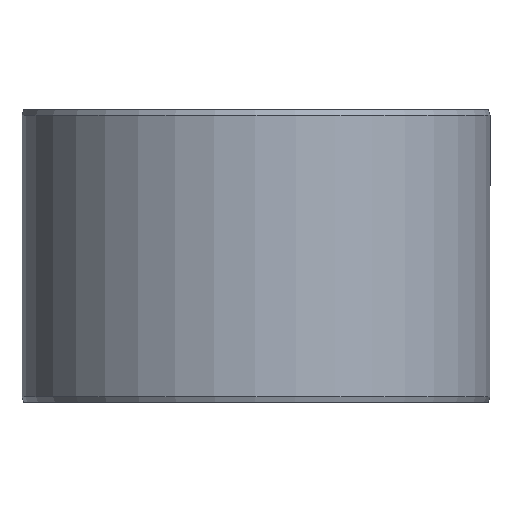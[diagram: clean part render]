
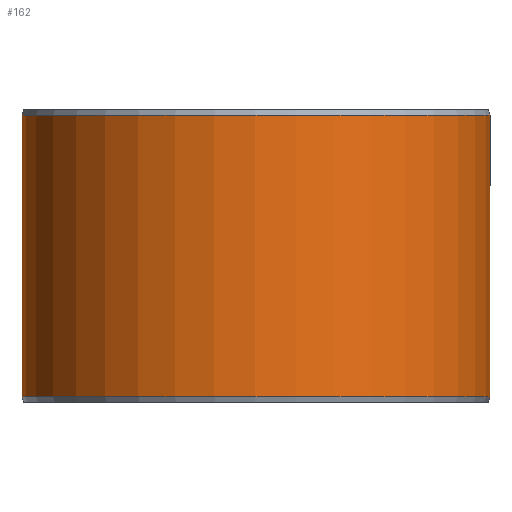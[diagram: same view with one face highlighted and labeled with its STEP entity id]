
A CAD part, front view. The second image highlights one B-rep face of the part: STEP entity #162.
In plain terms, the highlighted cylindrical face has radius 80 mm (diameter 160 mm), a partial arc.
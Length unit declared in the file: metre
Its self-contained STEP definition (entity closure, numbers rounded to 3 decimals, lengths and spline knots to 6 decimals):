
#162=ADVANCED_FACE('',(#185,#186),#187,.T.);
#185=FACE_OUTER_BOUND('',#211,.T.);
#186=FACE_BOUND('',#212,.T.);
#187=CYLINDRICAL_SURFACE('',#213,0.08);
#211=EDGE_LOOP('',(#289,#290,#291,#292));
#212=EDGE_LOOP('',(#293));
#213=AXIS2_PLACEMENT_3D('',#294,#295,#296);
#289=ORIENTED_EDGE('',*,*,#314,.T.);
#290=ORIENTED_EDGE('',*,*,#323,.F.);
#291=ORIENTED_EDGE('',*,*,#309,.F.);
#292=ORIENTED_EDGE('',*,*,#324,.T.);
#293=ORIENTED_EDGE('',*,*,#327,.T.);
#294=CARTESIAN_POINT('',(0.,0.,0.0));
#295=DIRECTION('',(0.,0.0,-1.0));
#296=DIRECTION('',(-1.0,0.0,0.));
#309=EDGE_CURVE('',#341,#342,#343,.T.);
#314=EDGE_CURVE('',#351,#349,#352,.T.);
#323=EDGE_CURVE('',#342,#349,#365,.T.);
#324=EDGE_CURVE('',#341,#351,#366,.T.);
#327=EDGE_CURVE('',#370,#370,#371,.T.);
#341=VERTEX_POINT('',#389);
#342=VERTEX_POINT('',#390);
#343=CIRCLE('',#391,0.08);
#349=VERTEX_POINT('',#399);
#351=VERTEX_POINT('',#402);
#352=CIRCLE('',#403,0.08);
#365=LINE('',#422,#423);
#366=LINE('',#424,#425);
#370=VERTEX_POINT('',#501);
#371=B_SPLINE_CURVE_WITH_KNOTS('',3,(#502,#503,#504,#505,#506,#507,#508,#509,#510,#511,#512,#513,#514,#515,#516,#517,#518,#519,#520,#521,#522,#523,#524,#525,#526,#527,#528,#529,#530,#531,#532,#533,#534,#535,#536,#537,#538,#539,#540,#541,#542,#543,#544,#545,#546,#547,#548,#549,#550,#551,#552,#553,#554,#555,#556,#557,#558,#559,#560,#561,#562,#563,#564,#565,#566,#567,#568,#569,#570,#571,#572,#573),.UNSPECIFIED.,.T.,.F.,(2,2,2,2,2,2,2,2,2,2,2,2,2,2,2,2,2,2,2,2,2,2,2,2,2,2,2,2,2,2,2,2,2,2,2,2,2,2),(-0.000977,0.0,0.000977,0.001466,0.001954,0.002931,0.003909,0.004886,0.005863,0.00684,0.007817,0.008794,0.009771,0.010749,0.011726,0.012703,0.013191,0.01368,0.014657,0.015634,0.016611,0.017589,0.018566,0.019543,0.02052,0.021497,0.022474,0.023451,0.024429,0.024917,0.025406,0.026383,0.02736,0.028337,0.029314,0.030291,0.031269,0.032246),.UNSPECIFIED.);
#389=CARTESIAN_POINT('',(0.001396,0.079988,0.0018));
#390=CARTESIAN_POINT('',(0.,0.08,0.0018));
#391=AXIS2_PLACEMENT_3D('',#587,#588,#589);
#399=CARTESIAN_POINT('',(0.,0.08,0.0982));
#402=CARTESIAN_POINT('',(0.001396,0.079988,0.0982));
#403=AXIS2_PLACEMENT_3D('',#596,#597,#598);
#422=CARTESIAN_POINT('',(0.,0.08,0.0018));
#423=VECTOR('',#611,1.0);
#424=CARTESIAN_POINT('',(0.001396,0.079988,0.0018));
#425=VECTOR('',#612,1.0);
#501=CARTESIAN_POINT('',(0.065864,-0.045408,0.05));
#502=CARTESIAN_POINT('',(0.065864,-0.045408,0.04967));
#503=CARTESIAN_POINT('',(0.065864,-0.045408,0.05033));
#504=CARTESIAN_POINT('',(0.065883,-0.045382,0.050655));
#505=CARTESIAN_POINT('',(0.065937,-0.045303,0.051135));
#506=CARTESIAN_POINT('',(0.065959,-0.04527,0.051293));
#507=CARTESIAN_POINT('',(0.066013,-0.045192,0.051607));
#508=CARTESIAN_POINT('',(0.066045,-0.045145,0.051763));
#509=CARTESIAN_POINT('',(0.066151,-0.04499,0.052217));
#510=CARTESIAN_POINT('',(0.066237,-0.044862,0.052505));
#511=CARTESIAN_POINT('',(0.066441,-0.044561,0.053048));
#512=CARTESIAN_POINT('',(0.066558,-0.044385,0.053305));
#513=CARTESIAN_POINT('',(0.066813,-0.044001,0.053766));
#514=CARTESIAN_POINT('',(0.066951,-0.04379,0.053973));
#515=CARTESIAN_POINT('',(0.067249,-0.043331,0.054339));
#516=CARTESIAN_POINT('',(0.067407,-0.043087,0.054494));
#517=CARTESIAN_POINT('',(0.067729,-0.042578,0.054744));
#518=CARTESIAN_POINT('',(0.067896,-0.042311,0.05484));
#519=CARTESIAN_POINT('',(0.068235,-0.041762,0.054968));
#520=CARTESIAN_POINT('',(0.068404,-0.041485,0.055));
#521=CARTESIAN_POINT('',(0.06874,-0.040926,0.055));
#522=CARTESIAN_POINT('',(0.068909,-0.040641,0.054968));
#523=CARTESIAN_POINT('',(0.069232,-0.040087,0.05484));
#524=CARTESIAN_POINT('',(0.069388,-0.039817,0.054746));
#525=CARTESIAN_POINT('',(0.069688,-0.03929,0.054495));
#526=CARTESIAN_POINT('',(0.069831,-0.039035,0.054339));
#527=CARTESIAN_POINT('',(0.070094,-0.038561,0.053977));
#528=CARTESIAN_POINT('',(0.070215,-0.038339,0.05377));
#529=CARTESIAN_POINT('',(0.070438,-0.037928,0.053304));
#530=CARTESIAN_POINT('',(0.070536,-0.037745,0.053051));
#531=CARTESIAN_POINT('',(0.070664,-0.037505,0.052645));
#532=CARTESIAN_POINT('',(0.070703,-0.037431,0.052505));
#533=CARTESIAN_POINT('',(0.070776,-0.037294,0.052216));
#534=CARTESIAN_POINT('',(0.070809,-0.037231,0.052066));
#535=CARTESIAN_POINT('',(0.070896,-0.037064,0.051612));
#536=CARTESIAN_POINT('',(0.07094,-0.03698,0.0513));
#537=CARTESIAN_POINT('',(0.070999,-0.036866,0.05066));
#538=CARTESIAN_POINT('',(0.071014,-0.036837,0.050328));
#539=CARTESIAN_POINT('',(0.071015,-0.036837,0.049675));
#540=CARTESIAN_POINT('',(0.071,-0.036865,0.049351));
#541=CARTESIAN_POINT('',(0.070941,-0.036978,0.048706));
#542=CARTESIAN_POINT('',(0.070897,-0.037063,0.04839));
#543=CARTESIAN_POINT('',(0.070781,-0.037284,0.047788));
#544=CARTESIAN_POINT('',(0.070709,-0.037421,0.047498));
#545=CARTESIAN_POINT('',(0.070537,-0.037744,0.046951));
#546=CARTESIAN_POINT('',(0.070439,-0.037927,0.046699));
#547=CARTESIAN_POINT('',(0.070219,-0.038332,0.046237));
#548=CARTESIAN_POINT('',(0.070096,-0.038557,0.046026));
#549=CARTESIAN_POINT('',(0.069832,-0.039033,0.045662));
#550=CARTESIAN_POINT('',(0.069691,-0.039283,0.045509));
#551=CARTESIAN_POINT('',(0.069392,-0.039809,0.045257));
#552=CARTESIAN_POINT('',(0.069234,-0.040085,0.045161));
#553=CARTESIAN_POINT('',(0.068911,-0.040637,0.045033));
#554=CARTESIAN_POINT('',(0.068746,-0.040916,0.045));
#555=CARTESIAN_POINT('',(0.068406,-0.041482,0.045));
#556=CARTESIAN_POINT('',(0.068236,-0.04176,0.045032));
#557=CARTESIAN_POINT('',(0.067985,-0.042168,0.045127));
#558=CARTESIAN_POINT('',(0.067901,-0.042302,0.045166));
#559=CARTESIAN_POINT('',(0.067734,-0.042569,0.045261));
#560=CARTESIAN_POINT('',(0.067651,-0.042701,0.045317));
#561=CARTESIAN_POINT('',(0.067408,-0.043085,0.045505));
#562=CARTESIAN_POINT('',(0.067252,-0.043327,0.045658));
#563=CARTESIAN_POINT('',(0.066956,-0.043783,0.04602));
#564=CARTESIAN_POINT('',(0.066815,-0.043998,0.046231));
#565=CARTESIAN_POINT('',(0.066559,-0.044384,0.046692));
#566=CARTESIAN_POINT('',(0.066444,-0.044556,0.046944));
#567=CARTESIAN_POINT('',(0.066239,-0.04486,0.047489));
#568=CARTESIAN_POINT('',(0.066152,-0.044989,0.047781));
#569=CARTESIAN_POINT('',(0.06601,-0.045195,0.048382));
#570=CARTESIAN_POINT('',(0.065956,-0.045275,0.048696));
#571=CARTESIAN_POINT('',(0.065883,-0.045382,0.049343));
#572=CARTESIAN_POINT('',(0.065864,-0.045408,0.04967));
#573=CARTESIAN_POINT('',(0.065864,-0.045408,0.05033));
#587=CARTESIAN_POINT('',(0.,0.,0.0018));
#588=DIRECTION('',(0.,0.0,-1.0));
#589=DIRECTION('',(-1.0,0.0,0.));
#596=CARTESIAN_POINT('',(0.,0.,0.0982));
#597=DIRECTION('',(0.,0.0,-1.0));
#598=DIRECTION('',(-1.0,0.0,0.));
#611=DIRECTION('',(0.,0.0,1.0));
#612=DIRECTION('',(0.,0.,1.0));
